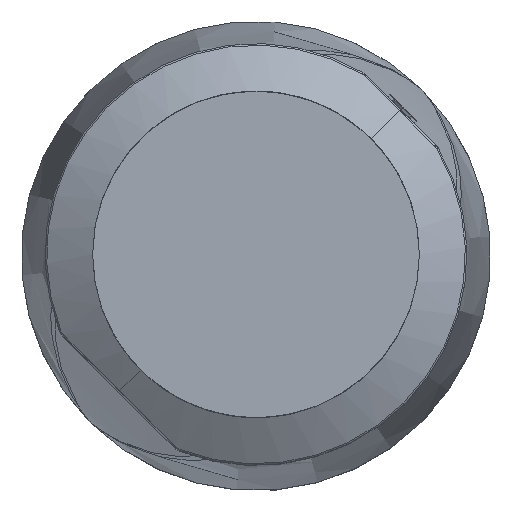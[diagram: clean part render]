
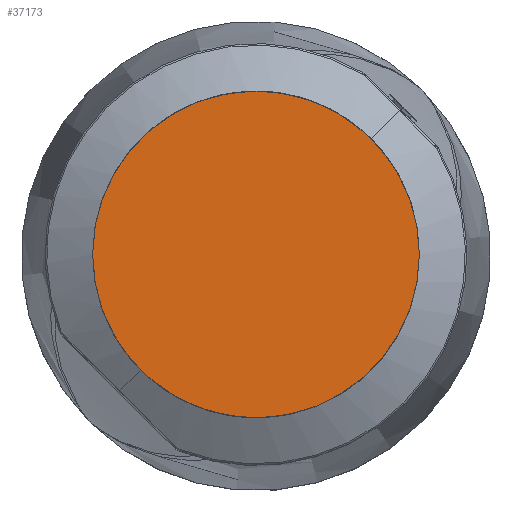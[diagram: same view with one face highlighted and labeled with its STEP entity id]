
A CAD part, top view. The second image highlights one B-rep face of the part: STEP entity #37173.
In plain terms, the highlighted planar face has unit normal (0, 0, 1).
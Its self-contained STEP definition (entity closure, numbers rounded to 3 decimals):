
#973 = EDGE_CURVE ( 'NONE', #54560, #45147, #12175, .T. ) ;
#1141 = ORIENTED_EDGE ( 'NONE', *, *, #973, .T. ) ;
#2958 = EDGE_CURVE ( 'NONE', #45147, #54560, #10741, .T. ) ;
#4399 = ORIENTED_EDGE ( 'NONE', *, *, #2958, .T. ) ;
#5891 = CARTESIAN_POINT ( 'NONE',  ( 0., 0., 23.824 ) ) ;
#6408 = CARTESIAN_POINT ( 'NONE',  ( -5.15, 0., 23.824 ) ) ;
#8093 = DIRECTION ( 'NONE',  ( 0., 0., 1. ) ) ;
#10741 = CIRCLE ( 'NONE', #51647, 5.15 ) ;
#11222 = FACE_OUTER_BOUND ( 'NONE', #36204, .T. ) ;
#11523 = AXIS2_PLACEMENT_3D ( 'NONE', #19771, #55981, #33152 ) ;
#12175 = CIRCLE ( 'NONE', #11523, 5.15 ) ;
#19771 = CARTESIAN_POINT ( 'NONE',  ( 0., 0., 23.824 ) ) ;
#30864 = CARTESIAN_POINT ( 'NONE',  ( 0., 0., 23.824 ) ) ;
#33152 = DIRECTION ( 'NONE',  ( 1., 0., 0. ) ) ;
#33461 = PLANE ( 'NONE',  #34088 ) ;
#34088 = AXIS2_PLACEMENT_3D ( 'NONE', #5891, #42195, #52136 ) ;
#36204 = EDGE_LOOP ( 'NONE', ( #1141, #4399 ) ) ;
#37173 = ADVANCED_FACE ( 'NONE', ( #11222 ), #33461, .T. ) ;
#39961 = DIRECTION ( 'NONE',  ( 1., 0., 0. ) ) ;
#42195 = DIRECTION ( 'NONE',  ( 0., 0., 1. ) ) ;
#42747 = CARTESIAN_POINT ( 'NONE',  ( 5.15, 0., 23.824 ) ) ;
#45147 = VERTEX_POINT ( 'NONE', #6408 ) ;
#51647 = AXIS2_PLACEMENT_3D ( 'NONE', #30864, #8093, #39961 ) ;
#52136 = DIRECTION ( 'NONE',  ( 1., 0., 0. ) ) ;
#54560 = VERTEX_POINT ( 'NONE', #42747 ) ;
#55981 = DIRECTION ( 'NONE',  ( 0., 0., 1. ) ) ;
